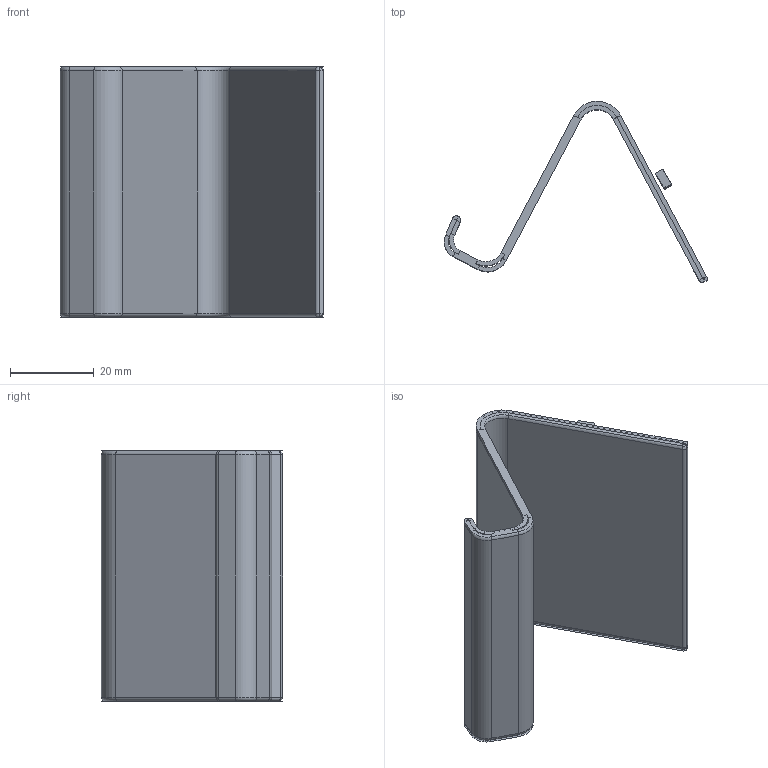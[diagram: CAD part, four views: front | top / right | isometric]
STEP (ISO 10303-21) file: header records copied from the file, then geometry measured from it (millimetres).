
FILE_DESCRIPTION(('FreeCAD Model'),'2;1');
FILE_NAME('Open CASCADE Shape Model','2025-03-14T19:54:18',(''),(''), 'Open CASCADE STEP processor 7.8','FreeCAD','Unknown');
FILE_SCHEMA(('AUTOMOTIVE_DESIGN { 1 0 10303 214 1 1 1 1 }'));
Length unit declared in the file: millimetre
Products named in the file (3): phone_stand; Body; Extrude
Assembly tree (2 placements, depth 2):
  phone_stand
    Body
    Extrude
Bounding box: 62.99 x 43.28 x 60 mm (x, y, z)
Volume: 202.6 mm3; surface area: 15554.4 mm2
Topology: 9 solids, 10 shells, 209 faces, 571 edges, 366 vertices
Faces by surface type: plane 129, cylinder 30, extrusion 30, torus 12, bspline 8
Entity records: 7205 total; most frequent: CARTESIAN_POINT 2023, ORIENTED_EDGE 1070, DIRECTION 917, EDGE_CURVE 555, VECTOR 433, LINE 403, VERTEX_POINT 366, AXIS2_PLACEMENT_3D 242
